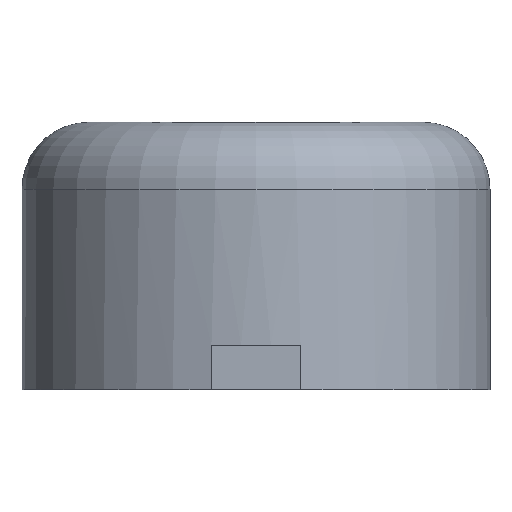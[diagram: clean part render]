
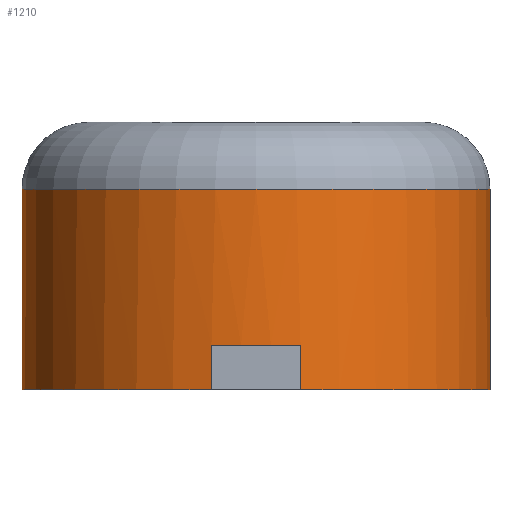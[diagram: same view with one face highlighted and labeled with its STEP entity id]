
A CAD part, front view. The second image highlights one B-rep face of the part: STEP entity #1210.
In plain terms, the highlighted cylindrical face has radius 5.25 mm (diameter 10.5 mm), a full revolution.
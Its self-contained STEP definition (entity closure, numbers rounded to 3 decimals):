
#16=CYLINDRICAL_SURFACE('',#1255,5.25);
#21=CIRCLE('',#1254,5.25);
#22=CIRCLE('',#1256,5.25);
#23=CIRCLE('',#1257,5.25);
#24=CIRCLE('',#1258,5.25);
#25=CIRCLE('',#1259,5.25);
#26=CIRCLE('',#1260,5.25);
#122=FACE_OUTER_BOUND('',#189,.T.);
#189=EDGE_LOOP('',(#1020,#1021,#1022,#1023,#1024,#1025,#1026,#1027,#1028,
#1029,#1030,#1031));
#267=LINE('',#2379,#354);
#268=LINE('',#2383,#355);
#269=LINE('',#2387,#356);
#270=LINE('',#2391,#357);
#271=LINE('',#2395,#358);
#354=VECTOR('',#1381,5.25);
#355=VECTOR('',#1384,10.);
#356=VECTOR('',#1387,10.);
#357=VECTOR('',#1390,10.);
#358=VECTOR('',#1393,10.);
#548=VERTEX_POINT('',#2374);
#549=VERTEX_POINT('',#2378);
#550=VERTEX_POINT('',#2380);
#551=VERTEX_POINT('',#2382);
#552=VERTEX_POINT('',#2384);
#553=VERTEX_POINT('',#2386);
#554=VERTEX_POINT('',#2388);
#555=VERTEX_POINT('',#2390);
#556=VERTEX_POINT('',#2392);
#557=VERTEX_POINT('',#2394);
#712=EDGE_CURVE('',#548,#548,#21,.T.);
#713=EDGE_CURVE('',#548,#549,#267,.T.);
#714=EDGE_CURVE('',#549,#550,#22,.T.);
#715=EDGE_CURVE('',#550,#551,#268,.T.);
#716=EDGE_CURVE('',#551,#552,#23,.T.);
#717=EDGE_CURVE('',#552,#553,#269,.T.);
#718=EDGE_CURVE('',#553,#554,#24,.T.);
#719=EDGE_CURVE('',#554,#555,#270,.T.);
#720=EDGE_CURVE('',#555,#556,#25,.T.);
#721=EDGE_CURVE('',#556,#557,#271,.T.);
#722=EDGE_CURVE('',#557,#549,#26,.T.);
#1020=ORIENTED_EDGE('',*,*,#712,.F.);
#1021=ORIENTED_EDGE('',*,*,#713,.T.);
#1022=ORIENTED_EDGE('',*,*,#714,.T.);
#1023=ORIENTED_EDGE('',*,*,#715,.T.);
#1024=ORIENTED_EDGE('',*,*,#716,.T.);
#1025=ORIENTED_EDGE('',*,*,#717,.T.);
#1026=ORIENTED_EDGE('',*,*,#718,.T.);
#1027=ORIENTED_EDGE('',*,*,#719,.T.);
#1028=ORIENTED_EDGE('',*,*,#720,.T.);
#1029=ORIENTED_EDGE('',*,*,#721,.T.);
#1030=ORIENTED_EDGE('',*,*,#722,.T.);
#1031=ORIENTED_EDGE('',*,*,#713,.F.);
#1210=ADVANCED_FACE('',(#122),#16,.T.);
#1254=AXIS2_PLACEMENT_3D('',#2376,#1377,#1378);
#1255=AXIS2_PLACEMENT_3D('',#2377,#1379,#1380);
#1256=AXIS2_PLACEMENT_3D('',#2381,#1382,#1383);
#1257=AXIS2_PLACEMENT_3D('',#2385,#1385,#1386);
#1258=AXIS2_PLACEMENT_3D('',#2389,#1388,#1389);
#1259=AXIS2_PLACEMENT_3D('',#2393,#1391,#1392);
#1260=AXIS2_PLACEMENT_3D('',#2396,#1394,#1395);
#1377=DIRECTION('center_axis',(0.,0.,1.));
#1378=DIRECTION('ref_axis',(1.,0.,0.));
#1379=DIRECTION('center_axis',(0.,0.,1.));
#1380=DIRECTION('ref_axis',(1.,0.,0.));
#1381=DIRECTION('',(0.,0.,-1.));
#1382=DIRECTION('center_axis',(0.,0.,1.));
#1383=DIRECTION('ref_axis',(1.,0.,0.));
#1384=DIRECTION('',(0.,0.,1.));
#1385=DIRECTION('center_axis',(0.,0.,1.));
#1386=DIRECTION('ref_axis',(1.,0.,0.));
#1387=DIRECTION('',(0.,0.,-1.));
#1388=DIRECTION('center_axis',(0.,0.,1.));
#1389=DIRECTION('ref_axis',(1.,0.,0.));
#1390=DIRECTION('',(0.,0.,1.));
#1391=DIRECTION('center_axis',(0.,0.,1.));
#1392=DIRECTION('ref_axis',(1.,0.,0.));
#1393=DIRECTION('',(0.,0.,-1.));
#1394=DIRECTION('center_axis',(0.,0.,1.));
#1395=DIRECTION('ref_axis',(1.,0.,0.));
#2374=CARTESIAN_POINT('',(-5.25,0.,4.5));
#2376=CARTESIAN_POINT('Origin',(0.,0.,4.5));
#2377=CARTESIAN_POINT('Origin',(0.,0.,0.));
#2378=CARTESIAN_POINT('',(-5.25,0.,0.));
#2379=CARTESIAN_POINT('',(-5.25,0.,0.));
#2380=CARTESIAN_POINT('',(-1.,-5.154,0.));
#2381=CARTESIAN_POINT('Origin',(0.,0.,0.));
#2382=CARTESIAN_POINT('',(-1.,-5.154,1.));
#2383=CARTESIAN_POINT('',(-1.,-5.154,0.));
#2384=CARTESIAN_POINT('',(1.,-5.154,1.));
#2385=CARTESIAN_POINT('Origin',(0.,0.,1.));
#2386=CARTESIAN_POINT('',(1.,-5.154,0.));
#2387=CARTESIAN_POINT('',(1.,-5.154,0.));
#2388=CARTESIAN_POINT('',(1.,5.154,0.));
#2389=CARTESIAN_POINT('Origin',(0.,0.,0.));
#2390=CARTESIAN_POINT('',(1.,5.154,1.));
#2391=CARTESIAN_POINT('',(1.,5.154,0.));
#2392=CARTESIAN_POINT('',(-1.,5.154,1.));
#2393=CARTESIAN_POINT('Origin',(0.,0.,1.));
#2394=CARTESIAN_POINT('',(-1.,5.154,0.));
#2395=CARTESIAN_POINT('',(-1.,5.154,0.));
#2396=CARTESIAN_POINT('Origin',(0.,0.,0.));
